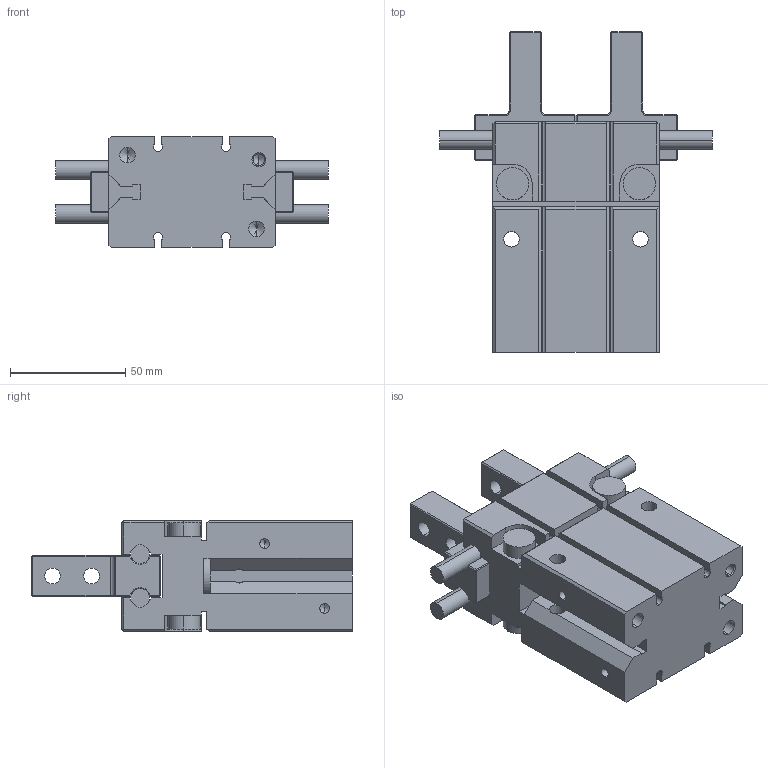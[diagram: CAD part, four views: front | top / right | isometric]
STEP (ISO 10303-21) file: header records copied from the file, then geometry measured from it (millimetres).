
FILE_DESCRIPTION(('STEP AP242'),'1');
FILE_NAME('gs-40.stp','2022-01-19T13:01:33',('TraceParts'),('TraceParts S.A.'),'Spatial InterOp 3D',' ',' ');
FILE_SCHEMA(('AP242_MANAGED_MODEL_BASED_3D_ENGINEERING_MIM_LF {1 0 10303 442 1 1 4}'));
Length unit declared in the file: millimetre
Products named in the file (1): gs-40_1
Bounding box: 118 x 139 x 48 mm (x, y, z)
Volume: 331219.9 mm3; surface area: 68860.2 mm2
Topology: 3 solids, 7 shells, 436 faces, 1128 edges, 693 vertices
Faces by surface type: plane 298, cylinder 90, cone 48
Entity records: 13183 total; most frequent: CARTESIAN_POINT 2514, ORIENTED_EDGE 2228, DIRECTION 2190, EDGE_CURVE 1114, LINE 828, VECTOR 828, VERTEX_POINT 693, AXIS2_PLACEMENT_3D 681
